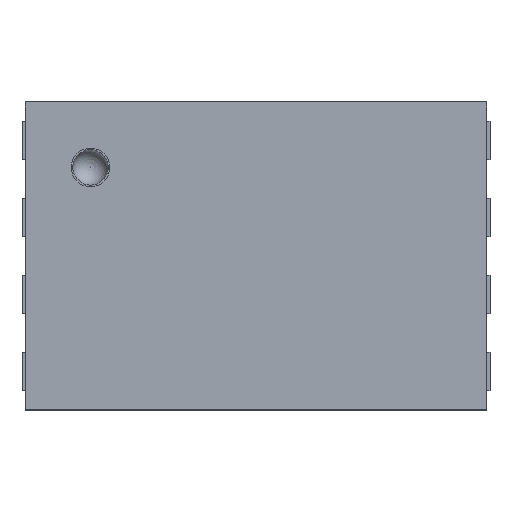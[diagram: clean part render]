
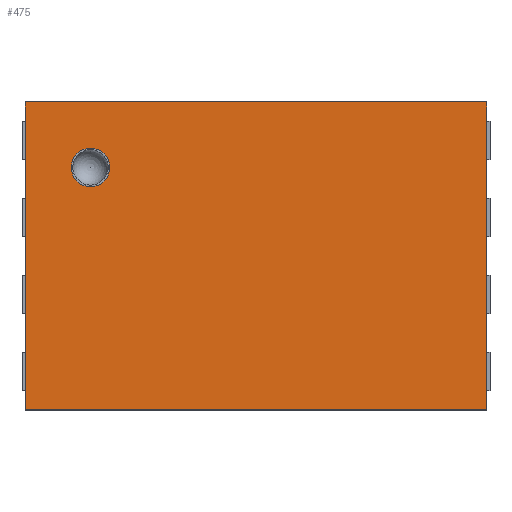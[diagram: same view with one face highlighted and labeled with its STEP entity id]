
A CAD part, top view. The second image highlights one B-rep face of the part: STEP entity #475.
In plain terms, the highlighted planar face has unit normal (0, 0, 1).
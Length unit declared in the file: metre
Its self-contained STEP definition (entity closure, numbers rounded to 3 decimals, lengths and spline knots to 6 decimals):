
#287 = EDGE_CURVE( '', #739, #739, #740, .T. );
#415 = EDGE_CURVE( '', #869, #934, #935, .T. );
#475 = ADVANCED_FACE( '', ( #1020, #1021 ), #1022, .T. );
#559 = EDGE_CURVE( '', #1057, #934, #1127, .T. );
#601 = EDGE_CURVE( '', #1097, #1057, #1179, .T. );
#613 = EDGE_CURVE( '', #1097, #869, #1193, .T. );
#739 = VERTEX_POINT( '', #1339 );
#740 = CIRCLE( '', #1340, 0.000125 );
#869 = VERTEX_POINT( '', #1518 );
#934 = VERTEX_POINT( '', #1613 );
#935 = LINE( '', #1614, #1615 );
#1020 = FACE_OUTER_BOUND( '', #1737, .T. );
#1021 = FACE_BOUND( '', #1738, .T. );
#1022 = PLANE( '', #1739 );
#1057 = VERTEX_POINT( '', #1797 );
#1097 = VERTEX_POINT( '', #1865 );
#1127 = LINE( '', #1907, #1908 );
#1179 = LINE( '', #1982, #1983 );
#1193 = LINE( '', #2004, #2005 );
#1339 = CARTESIAN_POINT( '', ( -0.00095, 0.000575, 0.00052 ) );
#1340 = AXIS2_PLACEMENT_3D( '', #2092, #2093, #2094 );
#1518 = CARTESIAN_POINT( '', ( -0.0015, 0.001, 0.00052 ) );
#1613 = CARTESIAN_POINT( '', ( 0.0015, 0.001, 0.00052 ) );
#1614 = CARTESIAN_POINT( '', ( -0.0015, 0.001, 0.00052 ) );
#1615 = VECTOR( '', #2324, 1. );
#1737 = EDGE_LOOP( '', ( #2425, #2426, #2427, #2428 ) );
#1738 = EDGE_LOOP( '', ( #2429 ) );
#1739 = AXIS2_PLACEMENT_3D( '', #2430, #2431, #2432 );
#1797 = CARTESIAN_POINT( '', ( 0.0015, -0.001, 0.00052 ) );
#1865 = CARTESIAN_POINT( '', ( -0.0015, -0.001, 0.00052 ) );
#1907 = CARTESIAN_POINT( '', ( 0.0015, -0.001, 0.00052 ) );
#1908 = VECTOR( '', #2540, 1. );
#1982 = CARTESIAN_POINT( '', ( -0.0015, -0.001, 0.00052 ) );
#1983 = VECTOR( '', #2626, 1. );
#2004 = CARTESIAN_POINT( '', ( -0.0015, -0.001, 0.00052 ) );
#2005 = VECTOR( '', #2646, 1. );
#2092 = CARTESIAN_POINT( '', ( -0.001075, 0.000575, 0.00052 ) );
#2093 = DIRECTION( '', ( 0., 0., 1. ) );
#2094 = DIRECTION( '', ( 1., 0., 0. ) );
#2324 = DIRECTION( '', ( 1., 0., 0. ) );
#2425 = ORIENTED_EDGE( '', *, *, #613, .F. );
#2426 = ORIENTED_EDGE( '', *, *, #601, .T. );
#2427 = ORIENTED_EDGE( '', *, *, #559, .T. );
#2428 = ORIENTED_EDGE( '', *, *, #415, .F. );
#2429 = ORIENTED_EDGE( '', *, *, #287, .F. );
#2430 = CARTESIAN_POINT( '', ( -0.0015, -0.001, 0.00052 ) );
#2431 = DIRECTION( '', ( 0., 0., 1. ) );
#2432 = DIRECTION( '', ( 1., 0., 0. ) );
#2540 = DIRECTION( '', ( 0., 1., 0. ) );
#2626 = DIRECTION( '', ( 1., 0., 0. ) );
#2646 = DIRECTION( '', ( 0., 1., 0. ) );
